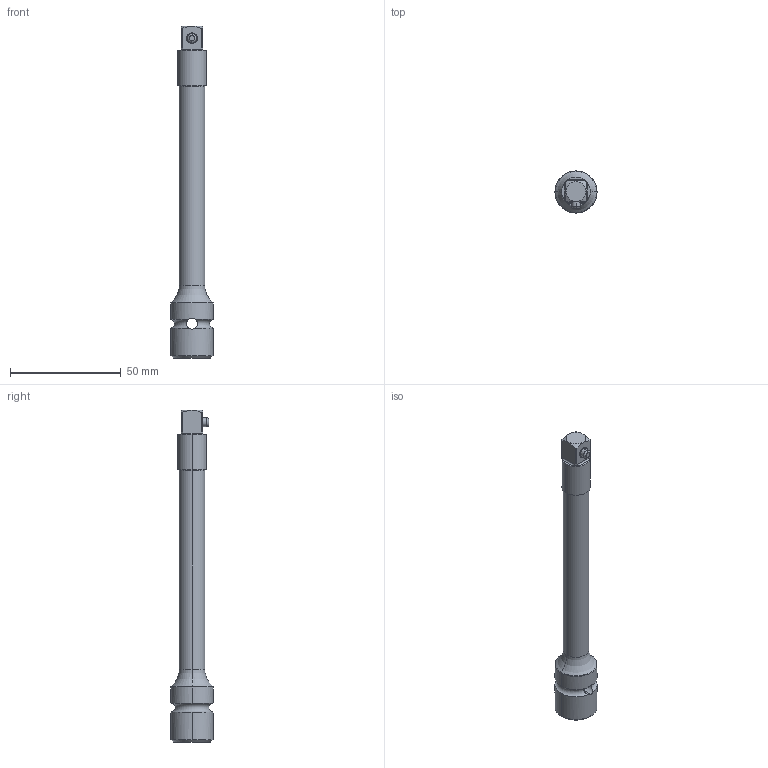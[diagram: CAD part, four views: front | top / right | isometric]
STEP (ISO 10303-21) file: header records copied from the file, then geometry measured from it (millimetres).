
FILE_DESCRIPTION((''),'2;1');
FILE_NAME('4027123494_ASM','2023-08-22T12:15:46',('A00565553'),(''),'CREO PARAMETRIC BY PTC INC, 2022414','CREO PARAMETRIC BY PTC INC, 2022414','');
FILE_SCHEMA(('CONFIG_CONTROL_DESIGN','GEOMETRIC_VALIDATION_PROPERTIES_MIM'));
Length unit declared in the file: millimetre
Products named in the file (4): 4027012230; 4027907143; 4027901689_NEW_AF2; 4027123494_ASM
Assembly tree (3 placements, depth 2):
  4027123494_ASM
    4027012230
    4027907143
    4027901689_NEW_AF2
Bounding box: 19 x 19 x 150 mm (x, y, z)
Volume: 17784.6 mm3; surface area: 7786.2 mm2
Topology: 3 solids, 3 shells, 80 faces, 193 edges, 119 vertices
Faces by surface type: cylinder 34, plane 20, cone 14, torus 10, bspline 2
Entity records: 8969 total; most frequent: CARTESIAN_POINT 6267, DIRECTION 404, ORIENTED_EDGE 378, PRESENTATION_STYLE_ASSIGNMENT 192, STYLED_ITEM 192, CURVE_STYLE 189, EDGE_CURVE 189, AXIS2_PLACEMENT_3D 169
